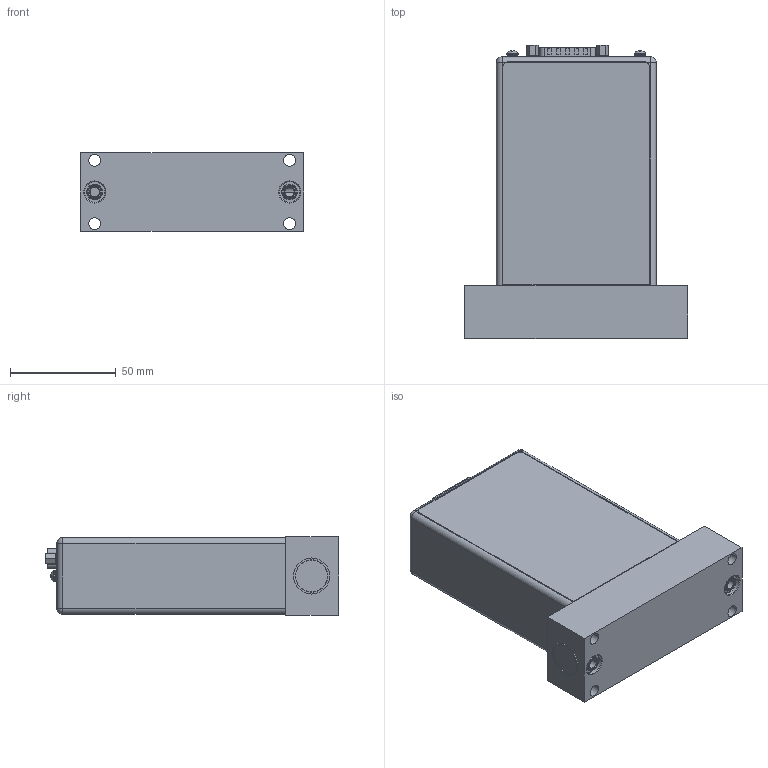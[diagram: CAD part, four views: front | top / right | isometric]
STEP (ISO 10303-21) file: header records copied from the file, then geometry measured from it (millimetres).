
FILE_DESCRIPTION((''),'2;1');
FILE_NAME('1040814_15-PIN_DUMMY_ASM','2012-08-30T',('cockrofm'),('MKS Instruments, Inc.'),'PRO/ENGINEER BY PARAMETRIC TECHNOLOGY CORPORATION, 2009060','PRO/ENGINEER BY PARAMETRIC TECHNOLOGY CORPORATION, 2009060','');
FILE_SCHEMA(('CONFIG_CONTROL_DESIGN'));
Length unit declared in the file: inch
Products named in the file (13): 1042639-001_FRT; 117328-G1_ASM; 1046138-002; 1011702-002_4-40_PAN-HD-SEMS; 1048315-002; 171-015-113; 1038688_CONN_RJ45; 1016309-003; 1031369_DISC; 1047724_W-SEAL_DOWNPORT; 136492_PIN; 1047724_W-SEAL_DOWNPORT_ASM; 1040814_15-PIN_DUMMY_ASM
Assembly tree (14 placements, depth 3):
  1040814_15-PIN_DUMMY_ASM
    1042639-001_FRT
    117328-G1_ASM
    1046138-002
    1011702-002_4-40_PAN-HD-SEMS  x2
    1048315-002
    171-015-113
    1038688_CONN_RJ45
    1016309-003  x2
    1031369_DISC
    1047724_W-SEAL_DOWNPORT_ASM
      1047724_W-SEAL_DOWNPORT
      136492_PIN
Bounding box: 105.69 x 138.35 x 36.83 mm (x, y, z)
Volume: 120370.5 mm3; surface area: 93407.8 mm2
Topology: 12 solids, 20 shells, 811 faces, 1881 edges, 1189 vertices
Faces by surface type: plane 346, cylinder 279, cone 50, torus 47, bspline 45, extrusion 32, sphere 12
Entity records: 22280 total; most frequent: CARTESIAN_POINT 5425, DIRECTION 3610, ORIENTED_EDGE 3246, EDGE_CURVE 1637, AXIS2_PLACEMENT_3D 1358, VERTEX_POINT 1050, VECTOR 894, LINE 862
